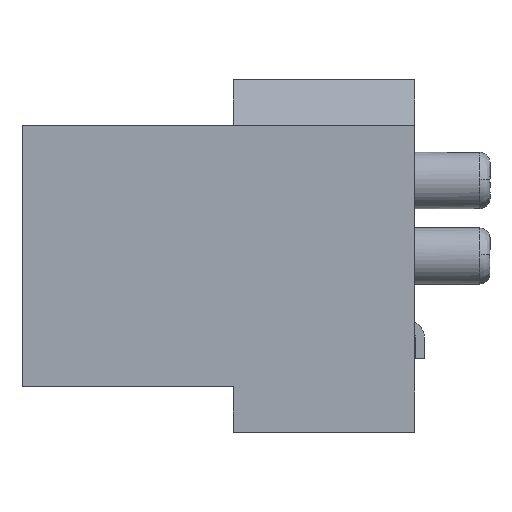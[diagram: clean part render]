
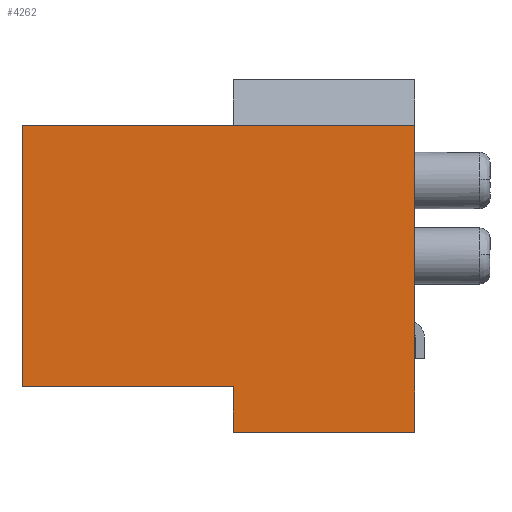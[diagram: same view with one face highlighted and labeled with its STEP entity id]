
A CAD part, left-side view. The second image highlights one B-rep face of the part: STEP entity #4262.
In plain terms, the highlighted planar face has unit normal (-1, 0, 0).
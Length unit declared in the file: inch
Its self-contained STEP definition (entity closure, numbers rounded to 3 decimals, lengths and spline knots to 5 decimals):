
#43 = ORIENTED_EDGE ( 'NONE', *, *, #11391, .F. ) ;
#1156 = CARTESIAN_POINT ( 'NONE',  ( -0.24803, 0.15354, -0.01772 ) ) ;
#1298 = VECTOR ( 'NONE', #3209, 39.37008 ) ;
#1436 = DIRECTION ( 'NONE',  ( 1., 0., 0. ) ) ;
#1691 = LINE ( 'NONE', #24934, #22543 ) ;
#1833 = DIRECTION ( 'NONE',  ( 0., -1., 0. ) ) ;
#2182 = EDGE_CURVE ( 'NONE', #18359, #9627, #22051, .T. ) ;
#2295 = DIRECTION ( 'NONE',  ( 0., 1., 0. ) ) ;
#2376 = CARTESIAN_POINT ( 'NONE',  ( -0.24803, 0.14173, -0.10236 ) ) ;
#2529 = CARTESIAN_POINT ( 'NONE',  ( -0.24803, 0.15354, -0.10236 ) ) ;
#2534 = EDGE_LOOP ( 'NONE', ( #43, #18195, #16326, #4304, #25287, #3612, #22851 ) ) ;
#2602 = CARTESIAN_POINT ( 'NONE',  ( -0.24803, 0., -0.1378 ) ) ;
#3209 = DIRECTION ( 'NONE',  ( 0., 0., 1. ) ) ;
#3471 = DIRECTION ( 'NONE',  ( 0., -1., 0. ) ) ;
#3612 = ORIENTED_EDGE ( 'NONE', *, *, #10555, .F. ) ;
#3714 = FACE_OUTER_BOUND ( 'NONE', #2534, .T. ) ;
#4262 = ADVANCED_FACE ( 'NONE', ( #3714 ), #11498, .F. ) ;
#4304 = ORIENTED_EDGE ( 'NONE', *, *, #6176, .T. ) ;
#4325 = DIRECTION ( 'NONE',  ( 0., 0., 1. ) ) ;
#4720 = CARTESIAN_POINT ( 'NONE',  ( -0.24803, 0.15354, -0.1378 ) ) ;
#5101 = VERTEX_POINT ( 'NONE', #23706 ) ;
#5463 = CARTESIAN_POINT ( 'NONE',  ( -0.24803, 0.30709, 0.10236 ) ) ;
#5499 = CARTESIAN_POINT ( 'NONE',  ( -0.24803, 0.15354, 0.10236 ) ) ;
#5552 = VECTOR ( 'NONE', #17528, 39.37008 ) ;
#6176 = EDGE_CURVE ( 'NONE', #17901, #14638, #15221, .T. ) ;
#6357 = VECTOR ( 'NONE', #2295, 39.37008 ) ;
#7367 = VERTEX_POINT ( 'NONE', #2376 ) ;
#9284 = VERTEX_POINT ( 'NONE', #11100 ) ;
#9627 = VERTEX_POINT ( 'NONE', #5463 ) ;
#10012 = AXIS2_PLACEMENT_3D ( 'NONE', #1156, #1436, #20388 ) ;
#10555 = EDGE_CURVE ( 'NONE', #9627, #5101, #1691, .T. ) ;
#11100 = CARTESIAN_POINT ( 'NONE',  ( -0.24803, 0.14173, -0.1378 ) ) ;
#11391 = EDGE_CURVE ( 'NONE', #7367, #18359, #19317, .T. ) ;
#11498 = PLANE ( 'NONE',  #10012 ) ;
#11627 = CARTESIAN_POINT ( 'NONE',  ( -0.24803, 0.30709, -0.10236 ) ) ;
#13294 = CARTESIAN_POINT ( 'NONE',  ( -0.24803, 0.14173, -0.12008 ) ) ;
#13589 = CARTESIAN_POINT ( 'NONE',  ( -0.24803, 0.30709, -0.01772 ) ) ;
#14638 = VERTEX_POINT ( 'NONE', #15399 ) ;
#14993 = EDGE_CURVE ( 'NONE', #9284, #7367, #26318, .T. ) ;
#15221 = LINE ( 'NONE', #23047, #23597 ) ;
#15399 = CARTESIAN_POINT ( 'NONE',  ( -0.24803, 0., 0.10236 ) ) ;
#16326 = ORIENTED_EDGE ( 'NONE', *, *, #25327, .F. ) ;
#16996 = LINE ( 'NONE', #4720, #6357 ) ;
#17528 = DIRECTION ( 'NONE',  ( 0., 1., 0. ) ) ;
#17901 = VERTEX_POINT ( 'NONE', #2602 ) ;
#18195 = ORIENTED_EDGE ( 'NONE', *, *, #14993, .F. ) ;
#18359 = VERTEX_POINT ( 'NONE', #11627 ) ;
#19317 = LINE ( 'NONE', #2529, #5552 ) ;
#20388 = DIRECTION ( 'NONE',  ( 0., 0., -1. ) ) ;
#20501 = VECTOR ( 'NONE', #26436, 39.37008 ) ;
#21640 = LINE ( 'NONE', #5499, #22999 ) ;
#22051 = LINE ( 'NONE', #13589, #20501 ) ;
#22543 = VECTOR ( 'NONE', #1833, 39.37008 ) ;
#22851 = ORIENTED_EDGE ( 'NONE', *, *, #2182, .F. ) ;
#22999 = VECTOR ( 'NONE', #3471, 39.37008 ) ;
#23047 = CARTESIAN_POINT ( 'NONE',  ( -0.24803, 0., -0.01772 ) ) ;
#23597 = VECTOR ( 'NONE', #4325, 39.37008 ) ;
#23706 = CARTESIAN_POINT ( 'NONE',  ( -0.24803, 0.14173, 0.10236 ) ) ;
#24934 = CARTESIAN_POINT ( 'NONE',  ( -0.24803, 0.15354, 0.10236 ) ) ;
#25287 = ORIENTED_EDGE ( 'NONE', *, *, #25389, .F. ) ;
#25327 = EDGE_CURVE ( 'NONE', #17901, #9284, #16996, .T. ) ;
#25389 = EDGE_CURVE ( 'NONE', #5101, #14638, #21640, .T. ) ;
#26318 = LINE ( 'NONE', #13294, #1298 ) ;
#26436 = DIRECTION ( 'NONE',  ( 0., 0., 1. ) ) ;
